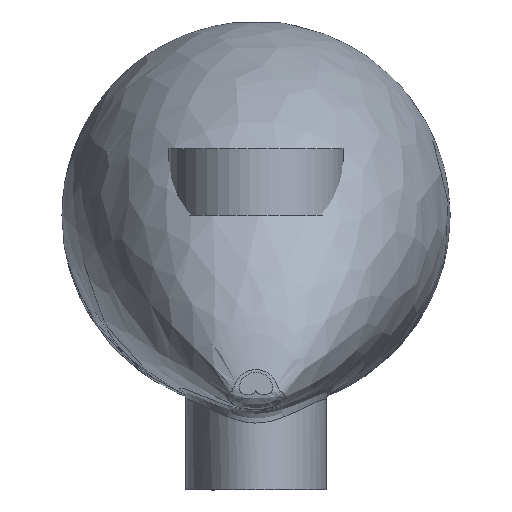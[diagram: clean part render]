
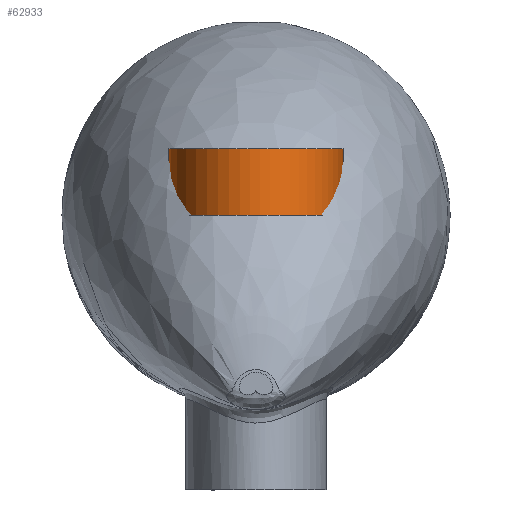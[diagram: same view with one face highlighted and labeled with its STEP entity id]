
A CAD part, left-side view. The second image highlights one B-rep face of the part: STEP entity #62933.
In plain terms, the highlighted face is a extrusion surface.
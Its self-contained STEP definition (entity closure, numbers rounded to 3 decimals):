
#62933 = ADVANCED_FACE('',(#62934),#62948,.F.);
#62934 = FACE_BOUND('',#62935,.F.);
#62935 = EDGE_LOOP('',(#62936,#62974,#63003,#63031));
#62936 = ORIENTED_EDGE('',*,*,#62937,.T.);
#62937 = EDGE_CURVE('',#62938,#62940,#62942,.T.);
#62938 = VERTEX_POINT('',#62939);
#62939 = CARTESIAN_POINT('',(-55.206,13.,0.));
#62940 = VERTEX_POINT('',#62941);
#62941 = CARTESIAN_POINT('',(-55.206,13.,10.));
#62942 = SURFACE_CURVE('',#62943,(#62947,#62962),.PCURVE_S1.);
#62943 = LINE('',#62944,#62945);
#62944 = CARTESIAN_POINT('',(-55.206,13.,0.));
#62945 = VECTOR('',#62946,1.);
#62946 = DIRECTION('',(0.,0.,1.));
#62947 = PCURVE('',#62948,#62956);
#62948 = SURFACE_OF_LINEAR_EXTRUSION('',#62949,#62954);
#62949 = ELLIPSE('',#62950,17.531,13.001);
#62950 = AXIS2_PLACEMENT_3D('',#62951,#62952,#62953);
#62951 = CARTESIAN_POINT('',(-54.969,0.,0.));
#62952 = DIRECTION('',(0.,0.,1.));
#62953 = DIRECTION('',(-1.,0.,0.));
#62954 = VECTOR('',#62955,1.);
#62955 = DIRECTION('',(-0.,-0.,-1.));
#62956 = DEFINITIONAL_REPRESENTATION('',(#62957),#62961);
#62957 = LINE('',#62958,#62959);
#62958 = CARTESIAN_POINT('',(4.726,0.));
#62959 = VECTOR('',#62960,1.);
#62960 = DIRECTION('',(0.,-1.));
#62961 = ( GEOMETRIC_REPRESENTATION_CONTEXT(2) 
PARAMETRIC_REPRESENTATION_CONTEXT() REPRESENTATION_CONTEXT('2D SPACE',''
  ) );
#62962 = PCURVE('',#62963,#62968);
#62963 = CYLINDRICAL_SURFACE('',#62964,294.465);
#62964 = AXIS2_PLACEMENT_3D('',#62965,#62966,#62967);
#62965 = CARTESIAN_POINT('',(-52.25,-281.45,0.));
#62966 = DIRECTION('',(-0.,-0.,-1.));
#62967 = DIRECTION('',(1.,0.,0.));
#62968 = DEFINITIONAL_REPRESENTATION('',(#62969),#62973);
#62969 = LINE('',#62970,#62971);
#62970 = CARTESIAN_POINT('',(-1.581,0.));
#62971 = VECTOR('',#62972,1.);
#62972 = DIRECTION('',(-0.,-1.));
#62973 = ( GEOMETRIC_REPRESENTATION_CONTEXT(2) 
PARAMETRIC_REPRESENTATION_CONTEXT() REPRESENTATION_CONTEXT('2D SPACE',''
  ) );
#62974 = ORIENTED_EDGE('',*,*,#62975,.T.);
#62975 = EDGE_CURVE('',#62940,#62976,#62978,.T.);
#62976 = VERTEX_POINT('',#62977);
#62977 = CARTESIAN_POINT('',(-55.206,-13.,10.));
#62978 = SURFACE_CURVE('',#62979,(#62984,#62991),.PCURVE_S1.);
#62979 = ELLIPSE('',#62980,17.531,13.001);
#62980 = AXIS2_PLACEMENT_3D('',#62981,#62982,#62983);
#62981 = CARTESIAN_POINT('',(-54.969,0.,10.));
#62982 = DIRECTION('',(0.,0.,1.));
#62983 = DIRECTION('',(-1.,0.,0.));
#62984 = PCURVE('',#62948,#62985);
#62985 = DEFINITIONAL_REPRESENTATION('',(#62986),#62990);
#62986 = LINE('',#62987,#62988);
#62987 = CARTESIAN_POINT('',(0.,-10.));
#62988 = VECTOR('',#62989,1.);
#62989 = DIRECTION('',(1.,0.));
#62990 = ( GEOMETRIC_REPRESENTATION_CONTEXT(2) 
PARAMETRIC_REPRESENTATION_CONTEXT() REPRESENTATION_CONTEXT('2D SPACE',''
  ) );
#62991 = PCURVE('',#62992,#62997);
#62992 = PLANE('',#62993);
#62993 = AXIS2_PLACEMENT_3D('',#62994,#62995,#62996);
#62994 = CARTESIAN_POINT('',(-35.168,0.,10.));
#62995 = DIRECTION('',(0.,0.,1.));
#62996 = DIRECTION('',(1.,0.,0.));
#62997 = DEFINITIONAL_REPRESENTATION('',(#62998),#63002);
#62998 = ELLIPSE('',#62999,17.531,13.001);
#62999 = AXIS2_PLACEMENT_2D('',#63000,#63001);
#63000 = CARTESIAN_POINT('',(-19.801,0.));
#63001 = DIRECTION('',(-1.,0.));
#63002 = ( GEOMETRIC_REPRESENTATION_CONTEXT(2) 
PARAMETRIC_REPRESENTATION_CONTEXT() REPRESENTATION_CONTEXT('2D SPACE',''
  ) );
#63003 = ORIENTED_EDGE('',*,*,#63004,.F.);
#63004 = EDGE_CURVE('',#63005,#62976,#63007,.T.);
#63005 = VERTEX_POINT('',#63006);
#63006 = CARTESIAN_POINT('',(-55.206,-13.,0.));
#63007 = SURFACE_CURVE('',#63008,(#63012,#63019),.PCURVE_S1.);
#63008 = LINE('',#63009,#63010);
#63009 = CARTESIAN_POINT('',(-55.206,-13.,0.));
#63010 = VECTOR('',#63011,1.);
#63011 = DIRECTION('',(0.,0.,1.));
#63012 = PCURVE('',#62948,#63013);
#63013 = DEFINITIONAL_REPRESENTATION('',(#63014),#63018);
#63014 = LINE('',#63015,#63016);
#63015 = CARTESIAN_POINT('',(7.84,0.));
#63016 = VECTOR('',#63017,1.);
#63017 = DIRECTION('',(0.,-1.));
#63018 = ( GEOMETRIC_REPRESENTATION_CONTEXT(2) 
PARAMETRIC_REPRESENTATION_CONTEXT() REPRESENTATION_CONTEXT('2D SPACE',''
  ) );
#63019 = PCURVE('',#63020,#63025);
#63020 = CYLINDRICAL_SURFACE('',#63021,294.465);
#63021 = AXIS2_PLACEMENT_3D('',#63022,#63023,#63024);
#63022 = CARTESIAN_POINT('',(-52.25,281.45,0.));
#63023 = DIRECTION('',(-0.,-0.,-1.));
#63024 = DIRECTION('',(1.,0.,0.));
#63025 = DEFINITIONAL_REPRESENTATION('',(#63026),#63030);
#63026 = LINE('',#63027,#63028);
#63027 = CARTESIAN_POINT('',(-4.702,0.));
#63028 = VECTOR('',#63029,1.);
#63029 = DIRECTION('',(-0.,-1.));
#63030 = ( GEOMETRIC_REPRESENTATION_CONTEXT(2) 
PARAMETRIC_REPRESENTATION_CONTEXT() REPRESENTATION_CONTEXT('2D SPACE',''
  ) );
#63031 = ORIENTED_EDGE('',*,*,#63032,.F.);
#63032 = EDGE_CURVE('',#62938,#63005,#63033,.T.);
#63033 = SURFACE_CURVE('',#63034,(#63039,#63046),.PCURVE_S1.);
#63034 = ELLIPSE('',#63035,17.531,13.001);
#63035 = AXIS2_PLACEMENT_3D('',#63036,#63037,#63038);
#63036 = CARTESIAN_POINT('',(-54.969,0.,0.));
#63037 = DIRECTION('',(0.,0.,1.));
#63038 = DIRECTION('',(-1.,0.,0.));
#63039 = PCURVE('',#62948,#63040);
#63040 = DEFINITIONAL_REPRESENTATION('',(#63041),#63045);
#63041 = LINE('',#63042,#63043);
#63042 = CARTESIAN_POINT('',(0.,0.));
#63043 = VECTOR('',#63044,1.);
#63044 = DIRECTION('',(1.,0.));
#63045 = ( GEOMETRIC_REPRESENTATION_CONTEXT(2) 
PARAMETRIC_REPRESENTATION_CONTEXT() REPRESENTATION_CONTEXT('2D SPACE',''
  ) );
#63046 = PCURVE('',#63047,#63052);
#63047 = PLANE('',#63048);
#63048 = AXIS2_PLACEMENT_3D('',#63049,#63050,#63051);
#63049 = CARTESIAN_POINT('',(-35.168,0.,0.));
#63050 = DIRECTION('',(0.,0.,1.));
#63051 = DIRECTION('',(1.,0.,0.));
#63052 = DEFINITIONAL_REPRESENTATION('',(#63053),#63057);
#63053 = ELLIPSE('',#63054,17.531,13.001);
#63054 = AXIS2_PLACEMENT_2D('',#63055,#63056);
#63055 = CARTESIAN_POINT('',(-19.801,0.));
#63056 = DIRECTION('',(-1.,0.));
#63057 = ( GEOMETRIC_REPRESENTATION_CONTEXT(2) 
PARAMETRIC_REPRESENTATION_CONTEXT() REPRESENTATION_CONTEXT('2D SPACE',''
  ) );
